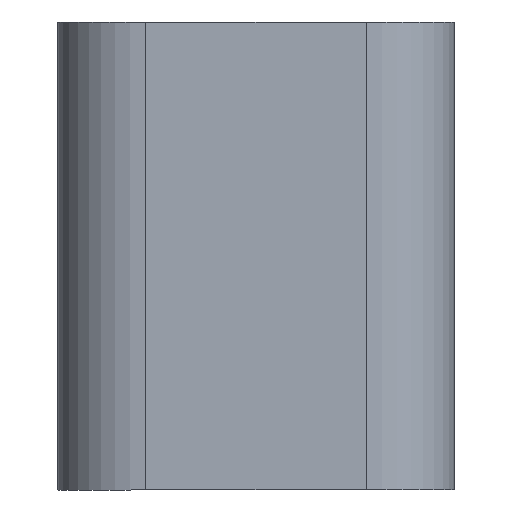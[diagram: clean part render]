
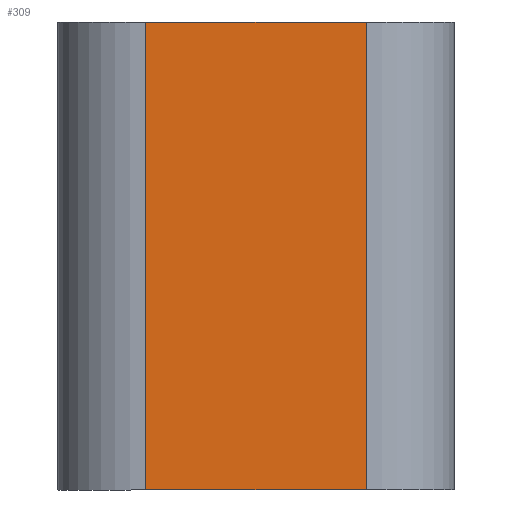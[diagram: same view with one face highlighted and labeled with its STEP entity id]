
A CAD part, front view. The second image highlights one B-rep face of the part: STEP entity #309.
In plain terms, the highlighted planar face has unit normal (0, -1, 0).
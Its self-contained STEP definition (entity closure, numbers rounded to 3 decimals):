
#43=FACE_OUTER_BOUND('',#61,.T.);
#61=EDGE_LOOP('',(#235,#236,#237,#238));
#91=LINE('',#484,#121);
#93=LINE('',#490,#123);
#94=LINE('',#492,#124);
#95=LINE('',#493,#125);
#121=VECTOR('',#387,10.);
#123=VECTOR('',#393,10.);
#124=VECTOR('',#394,10.);
#125=VECTOR('',#395,10.);
#150=VERTEX_POINT('',#481);
#151=VERTEX_POINT('',#483);
#153=VERTEX_POINT('',#489);
#154=VERTEX_POINT('',#491);
#182=EDGE_CURVE('',#150,#151,#91,.T.);
#185=EDGE_CURVE('',#153,#151,#93,.T.);
#186=EDGE_CURVE('',#154,#150,#94,.T.);
#187=EDGE_CURVE('',#153,#154,#95,.T.);
#235=ORIENTED_EDGE('',*,*,#185,.T.);
#236=ORIENTED_EDGE('',*,*,#182,.F.);
#237=ORIENTED_EDGE('',*,*,#186,.F.);
#238=ORIENTED_EDGE('',*,*,#187,.F.);
#297=PLANE('',#333);
#309=ADVANCED_FACE('',(#43),#297,.F.);
#333=AXIS2_PLACEMENT_3D('',#488,#391,#392);
#387=DIRECTION('',(-1.,0.,0.));
#391=DIRECTION('center_axis',(0.,1.,0.));
#392=DIRECTION('ref_axis',(0.,0.,-1.));
#393=DIRECTION('',(0.,0.,-1.));
#394=DIRECTION('',(0.,0.,-1.));
#395=DIRECTION('',(1.,0.,0.));
#481=CARTESIAN_POINT('',(60.338,-7.5,-5.61));
#483=CARTESIAN_POINT('',(57.838,-7.5,-5.61));
#484=CARTESIAN_POINT('',(62.848,-7.5,-5.61));
#488=CARTESIAN_POINT('Origin',(62.877,-7.5,-0.81));
#489=CARTESIAN_POINT('',(57.838,-7.5,-0.31));
#490=CARTESIAN_POINT('',(57.838,-7.5,-5.51));
#491=CARTESIAN_POINT('',(60.338,-7.5,-0.31));
#492=CARTESIAN_POINT('',(60.338,-7.5,-5.51));
#493=CARTESIAN_POINT('',(60.577,-7.5,-0.31));
